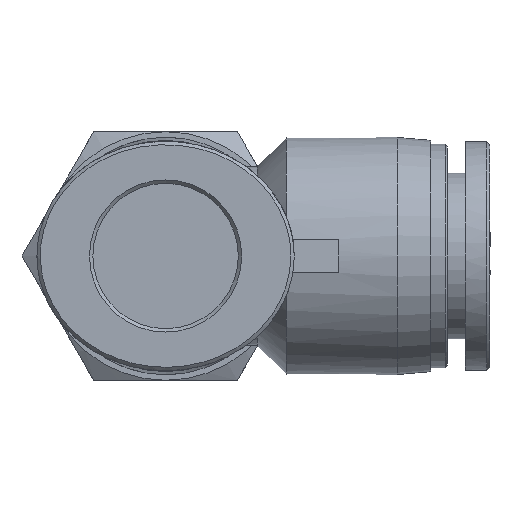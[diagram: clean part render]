
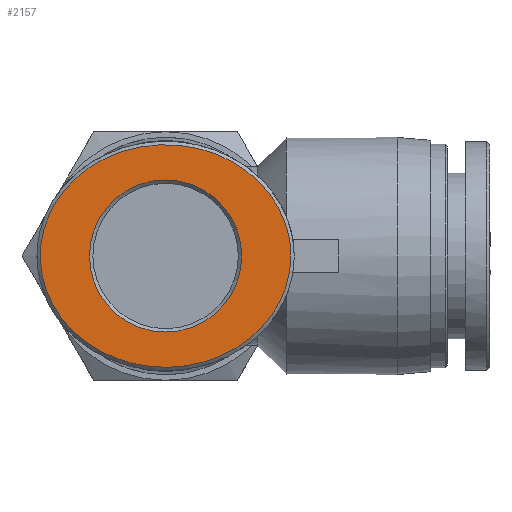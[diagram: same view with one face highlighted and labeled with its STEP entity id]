
A CAD part, left-side view. The second image highlights one B-rep face of the part: STEP entity #2157.
In plain terms, the highlighted face is planar.
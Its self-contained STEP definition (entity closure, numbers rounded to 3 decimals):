
#2084=CARTESIAN_POINT('',(11.2,5.3,0.));
#2085=VERTEX_POINT('',#2084);
#2115=CARTESIAN_POINT('',(11.2,5.3,0.));
#2116=CARTESIAN_POINT('',(11.2,5.3,1.483));
#2117=CARTESIAN_POINT('',(10.442,5.3,4.449));
#2118=CARTESIAN_POINT('',(7.238,5.3,8.035));
#2119=CARTESIAN_POINT('',(2.587,5.3,10.032));
#2120=CARTESIAN_POINT('',(-2.588,5.3,10.032));
#2121=CARTESIAN_POINT('',(-7.235,5.3,8.034));
#2122=CARTESIAN_POINT('',(-10.806,5.3,4.05));
#2123=CARTESIAN_POINT('',(-11.576,5.3,-0.541));
#2124=CARTESIAN_POINT('',(-9.921,5.3,-5.33));
#2125=CARTESIAN_POINT('',(-6.758,5.3,-8.373));
#2126=CARTESIAN_POINT('',(-2.008,5.3,-10.03));
#2127=CARTESIAN_POINT('',(2.584,5.3,-10.034));
#2128=CARTESIAN_POINT('',(7.239,5.3,-8.033));
#2129=CARTESIAN_POINT('',(10.442,5.3,-4.449));
#2130=CARTESIAN_POINT('',(11.2,5.3,-1.483));
#2131=CARTESIAN_POINT('',(11.2,5.3,0.));
#2132=B_SPLINE_CURVE_WITH_KNOTS('',3,(#2115,#2116,#2117,#2118,#2119,#2120,#2121,#2122,#2123,#2124,#2125,#2126,#2127,#2128,#2129,#2130,#2131),.UNSPECIFIED.,.T.,.U.,(4,1,1,1,1,1,1,1,1,1,1,1,1,1,4),(-3.142,-2.693,-2.244,-1.795,-1.346,-0.898,-0.449,0.15,0.449,1.047,1.346,1.795,2.244,2.693,3.142),.UNSPECIFIED.);
#2133=EDGE_CURVE('',#2085,#2085,#2132,.T.);
#2138=CARTESIAN_POINT('',(0.,5.3,0.));
#2139=DIRECTION('',(0.0,-1.0,0.0));
#2140=DIRECTION('',(0.0,0.0,-1.0));
#2141=AXIS2_PLACEMENT_3D('',#2138,#2139,#2140);
#2142=PLANE('',#2141);
#2143=ORIENTED_EDGE('',*,*,#2133,.F.);
#2144=EDGE_LOOP('',(#2143));
#2145=FACE_OUTER_BOUND('',#2144,.T.);
#2146=CARTESIAN_POINT('',(6.8,5.3,0.));
#2147=VERTEX_POINT('',#2146);
#2148=CARTESIAN_POINT('',(0.,5.3,0.0));
#2149=DIRECTION('',(0.0,1.0,0.0));
#2150=DIRECTION('',(-1.0,0.0,0.0));
#2151=AXIS2_PLACEMENT_3D('',#2148,#2149,#2150);
#2152=CIRCLE('',#2151,6.8);
#2153=EDGE_CURVE('',#2147,#2147,#2152,.T.);
#2154=ORIENTED_EDGE('',*,*,#2153,.F.);
#2155=EDGE_LOOP('',(#2154));
#2156=FACE_BOUND('',#2155,.T.);
#2157=ADVANCED_FACE('',(#2145,#2156),#2142,.F.);
